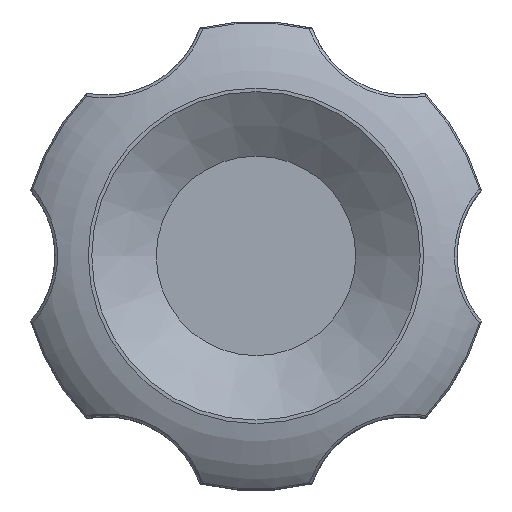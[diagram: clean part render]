
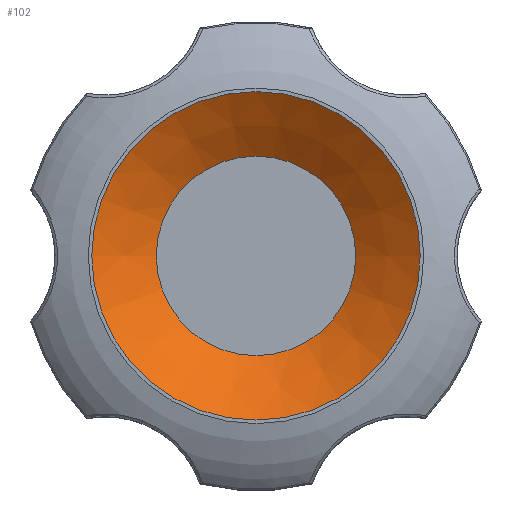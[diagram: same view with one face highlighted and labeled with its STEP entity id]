
A CAD part, top view. The second image highlights one B-rep face of the part: STEP entity #102.
In plain terms, the highlighted conical face has half-angle 55.359 degrees and reference radius 7 mm.
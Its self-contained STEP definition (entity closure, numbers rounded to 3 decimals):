
#102 = ADVANCED_FACE( '', ( #245, #246 ), #247, .F. );
#245 = FACE_BOUND( '', #847, .T. );
#246 = FACE_OUTER_BOUND( '', #848, .T. );
#247 = CONICAL_SURFACE( '', #849, 7., 0.966 );
#847 = EDGE_LOOP( '', ( #3110 ) );
#848 = EDGE_LOOP( '', ( #3111 ) );
#849 = AXIS2_PLACEMENT_3D( '', #3112, #3113, #3114 );
#3110 = ORIENTED_EDGE( '', *, *, #3516, .F. );
#3111 = ORIENTED_EDGE( '', *, *, #3517, .T. );
#3112 = CARTESIAN_POINT( '', ( 0., 0., 20. ) );
#3113 = DIRECTION( '', ( 0., 0., 1. ) );
#3114 = DIRECTION( '', ( 1., 0., 0. ) );
#3516 = EDGE_CURVE( '', #3743, #3743, #3744, .T. );
#3517 = EDGE_CURVE( '', #3745, #3745, #3746, .T. );
#3743 = VERTEX_POINT( '', #4931 );
#3744 = CIRCLE( '', #4932, 4.25 );
#3745 = VERTEX_POINT( '', #4933 );
#3746 = CIRCLE( '', #4934, 7. );
#4931 = CARTESIAN_POINT( '', ( 4.25, 0., 18.1 ) );
#4932 = AXIS2_PLACEMENT_3D( '', #6278, #6279, #6280 );
#4933 = CARTESIAN_POINT( '', ( 7., 0., 20. ) );
#4934 = AXIS2_PLACEMENT_3D( '', #6281, #6282, #6283 );
#6278 = CARTESIAN_POINT( '', ( 0., 0., 18.1 ) );
#6279 = DIRECTION( '', ( 0., 0., 1. ) );
#6280 = DIRECTION( '', ( 1., 0., 0. ) );
#6281 = CARTESIAN_POINT( '', ( 0., 0., 20. ) );
#6282 = DIRECTION( '', ( 0., 0., 1. ) );
#6283 = DIRECTION( '', ( 1., 0., 0. ) );
